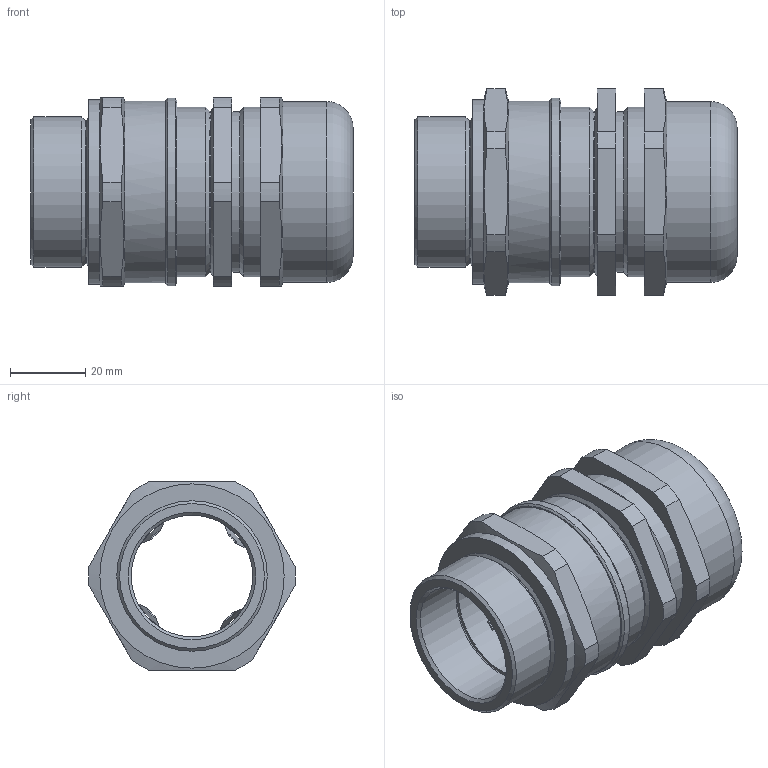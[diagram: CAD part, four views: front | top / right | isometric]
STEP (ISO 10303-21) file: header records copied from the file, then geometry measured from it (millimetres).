
FILE_DESCRIPTION (( 'STEP AP203' ), '1' );
FILE_NAME ('40SS2KTA1RA.STEP', '2017-09-20T14:35:29', ( '' ), ( '' ), 'SwSTEP 2.0', 'SolidWorks 2017', '' );
FILE_SCHEMA (( 'CONFIG_CONTROL_DESIGN' ));
Length unit declared in the file: millimetre
Products named in the file (1): 40SS2KTA1RA
Bounding box: 85.62 x 54.97 x 50 mm (x, y, z)
Surface area: 30314.5 mm2 (no closed solid volume)
Topology: 0 solids, 20 shells, 109 faces, 443 edges, 357 vertices
Faces by surface type: plane 42, cylinder 34, cone 25, bspline 7, torus 1
Full cylindrical faces by diameter (mm): 32.3 x3, 32.4 x1, 32.7 x2, 37.971 x1, 40 x1, 42.718 x1, 42.75 x1, 45 x2, 48.1 x1, 48.3 x1, 49 x1, 50 x1
Entity records: 6374 total; most frequent: CARTESIAN_POINT 3061, DIRECTION 572, ORIENTED_EDGE 563, EDGE_CURVE 403, VERTEX_POINT 351, AXIS2_PLACEMENT_3D 201, EDGE_LOOP 171, LINE 170
